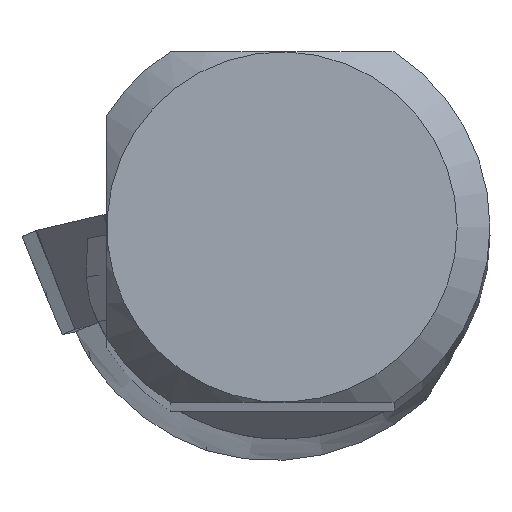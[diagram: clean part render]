
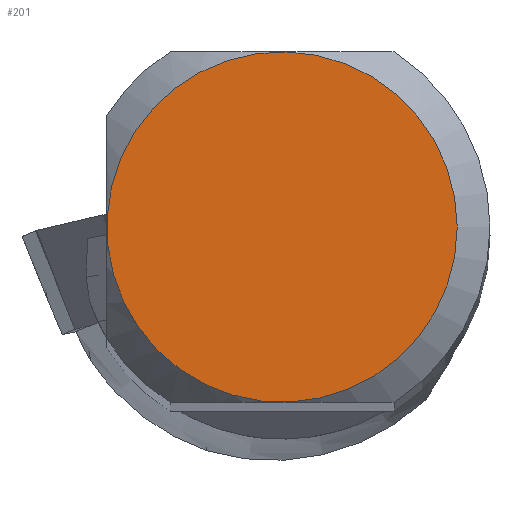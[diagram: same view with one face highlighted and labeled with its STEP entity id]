
A CAD part, top view. The second image highlights one B-rep face of the part: STEP entity #201.
In plain terms, the highlighted planar face has unit normal (0, 0, 1).
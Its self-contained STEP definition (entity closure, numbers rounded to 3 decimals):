
#155=FACE_OUTER_BOUND('',#294,.T.);
#201=ADVANCED_FACE('',(#155),#230,.T.);
#230=PLANE('',#1064);
#294=EDGE_LOOP('',(#492));
#333=CIRCLE('',#1063,2.669);
#492=ORIENTED_EDGE('',*,*,#762,.T.);
#655=VERTEX_POINT('',#1648);
#762=EDGE_CURVE('',#655,#655,#333,.T.);
#1063=AXIS2_PLACEMENT_3D('',#1647,#1290,#1291);
#1064=AXIS2_PLACEMENT_3D('',#1649,#1292,#1293);
#1290=DIRECTION('',(0.,0.,1.));
#1291=DIRECTION('',(1.,0.,0.));
#1292=DIRECTION('',(0.,0.,1.));
#1293=DIRECTION('',(1.,0.,0.));
#1647=CARTESIAN_POINT('',(0.,0.,0.));
#1648=CARTESIAN_POINT('',(2.669,0.,0.));
#1649=CARTESIAN_POINT('',(0.,0.,0.));
